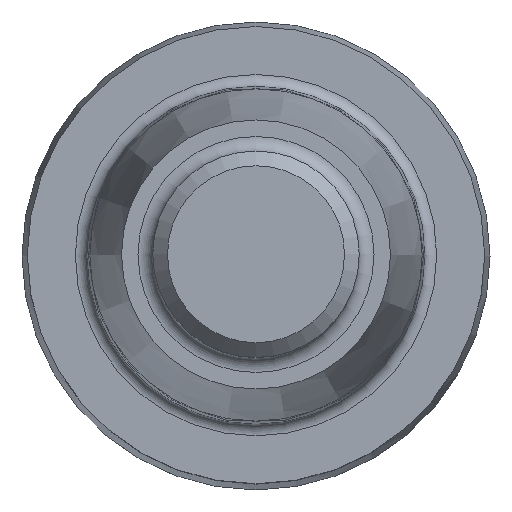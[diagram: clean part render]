
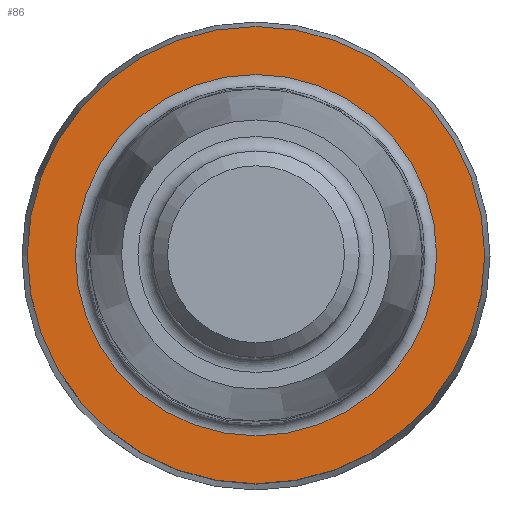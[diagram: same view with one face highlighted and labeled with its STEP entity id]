
A CAD part, top view. The second image highlights one B-rep face of the part: STEP entity #86.
In plain terms, the highlighted planar face has unit normal (0, 0, 1).
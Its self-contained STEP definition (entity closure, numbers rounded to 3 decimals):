
#62=FACE_BOUND('',#113,.T.);
#63=FACE_BOUND('',#114,.T.);
#86=ADVANCED_FACE('',(#62,#63),#101,.T.);
#101=PLANE('',#261);
#113=EDGE_LOOP('',(#141));
#114=EDGE_LOOP('',(#142));
#141=ORIENTED_EDGE('',*,*,#182,.T.);
#142=ORIENTED_EDGE('',*,*,#181,.F.);
#167=VERTEX_POINT('',#382);
#168=VERTEX_POINT('',#385);
#181=EDGE_CURVE('',#167,#167,#195,.T.);
#182=EDGE_CURVE('',#168,#168,#196,.T.);
#195=CIRCLE('',#258,7.75);
#196=CIRCLE('',#260,6.124);
#258=AXIS2_PLACEMENT_3D('',#381,#297,#298);
#260=AXIS2_PLACEMENT_3D('',#384,#301,#302);
#261=AXIS2_PLACEMENT_3D('',#386,#303,#304);
#297=DIRECTION('',(0.,0.,-1.));
#298=DIRECTION('',(-1.,0.,0.));
#301=DIRECTION('',(0.,0.,-1.));
#302=DIRECTION('',(-1.,0.,0.));
#303=DIRECTION('',(0.,0.,1.));
#304=DIRECTION('',(-1.,0.,0.));
#381=CARTESIAN_POINT('',(0.,0.,0.));
#382=CARTESIAN_POINT('',(-7.75,0.,0.));
#384=CARTESIAN_POINT('',(0.,0.,0.));
#385=CARTESIAN_POINT('',(-6.124,0.,0.));
#386=CARTESIAN_POINT('',(7.75,0.,0.));
